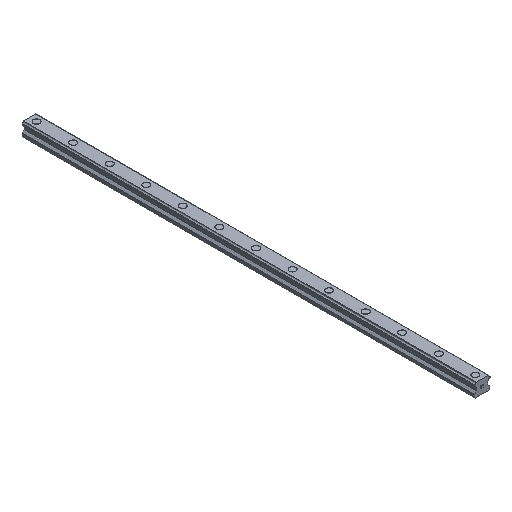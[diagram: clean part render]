
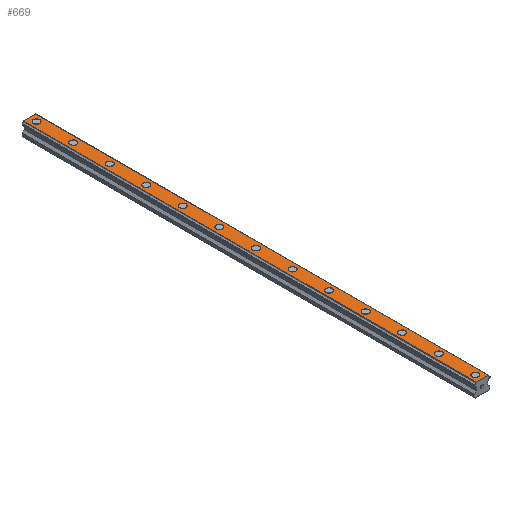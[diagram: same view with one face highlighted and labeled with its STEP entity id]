
A CAD part, isometric view. The second image highlights one B-rep face of the part: STEP entity #669.
In plain terms, the highlighted planar face has unit normal (0, 0, 1).
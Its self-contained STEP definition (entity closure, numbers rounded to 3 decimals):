
#669=ADVANCED_FACE('',(#1374,#1375,#1376,#1377,#1378,#1379,#1380,#1381,#1382,#1383,#1384,#1385,#1386,#1387),#1388,.T.);
#1374=FACE_BOUND('',#2121,.T.);
#1375=FACE_BOUND('',#2122,.T.);
#1376=FACE_BOUND('',#2123,.T.);
#1377=FACE_BOUND('',#2124,.T.);
#1378=FACE_BOUND('',#2125,.T.);
#1379=FACE_BOUND('',#2126,.T.);
#1380=FACE_BOUND('',#2127,.T.);
#1381=FACE_BOUND('',#2128,.T.);
#1382=FACE_BOUND('',#2129,.T.);
#1383=FACE_BOUND('',#2130,.T.);
#1384=FACE_BOUND('',#2131,.T.);
#1385=FACE_BOUND('',#2132,.T.);
#1386=FACE_BOUND('',#2133,.T.);
#1387=FACE_OUTER_BOUND('',#2134,.T.);
#1388=PLANE('',#2135);
#2121=EDGE_LOOP('',(#4017,#4018));
#2122=EDGE_LOOP('',(#4019,#4020));
#2123=EDGE_LOOP('',(#4021,#4022));
#2124=EDGE_LOOP('',(#4023,#4024));
#2125=EDGE_LOOP('',(#4025,#4026));
#2126=EDGE_LOOP('',(#4027,#4028));
#2127=EDGE_LOOP('',(#4029,#4030));
#2128=EDGE_LOOP('',(#4031,#4032));
#2129=EDGE_LOOP('',(#4033,#4034));
#2130=EDGE_LOOP('',(#4035,#4036));
#2131=EDGE_LOOP('',(#4037,#4038));
#2132=EDGE_LOOP('',(#4039,#4040));
#2133=EDGE_LOOP('',(#4041,#4042));
#2134=EDGE_LOOP('',(#4043,#4044,#4045,#4046));
#2135=AXIS2_PLACEMENT_3D('',#4047,#4048,#4049);
#4017=ORIENTED_EDGE('',*,*,#4404,.T.);
#4018=ORIENTED_EDGE('',*,*,#4893,.T.);
#4019=ORIENTED_EDGE('',*,*,#4394,.T.);
#4020=ORIENTED_EDGE('',*,*,#4899,.T.);
#4021=ORIENTED_EDGE('',*,*,#4384,.T.);
#4022=ORIENTED_EDGE('',*,*,#4905,.T.);
#4023=ORIENTED_EDGE('',*,*,#4374,.T.);
#4024=ORIENTED_EDGE('',*,*,#4911,.T.);
#4025=ORIENTED_EDGE('',*,*,#4364,.T.);
#4026=ORIENTED_EDGE('',*,*,#4917,.T.);
#4027=ORIENTED_EDGE('',*,*,#4354,.T.);
#4028=ORIENTED_EDGE('',*,*,#4923,.T.);
#4029=ORIENTED_EDGE('',*,*,#4344,.T.);
#4030=ORIENTED_EDGE('',*,*,#4929,.T.);
#4031=ORIENTED_EDGE('',*,*,#4334,.T.);
#4032=ORIENTED_EDGE('',*,*,#4935,.T.);
#4033=ORIENTED_EDGE('',*,*,#4324,.T.);
#4034=ORIENTED_EDGE('',*,*,#4941,.T.);
#4035=ORIENTED_EDGE('',*,*,#4314,.T.);
#4036=ORIENTED_EDGE('',*,*,#4947,.T.);
#4037=ORIENTED_EDGE('',*,*,#4304,.T.);
#4038=ORIENTED_EDGE('',*,*,#4953,.T.);
#4039=ORIENTED_EDGE('',*,*,#4294,.T.);
#4040=ORIENTED_EDGE('',*,*,#4959,.T.);
#4041=ORIENTED_EDGE('',*,*,#4284,.T.);
#4042=ORIENTED_EDGE('',*,*,#4965,.T.);
#4043=ORIENTED_EDGE('',*,*,#4868,.T.);
#4044=ORIENTED_EDGE('',*,*,#5020,.F.);
#4045=ORIENTED_EDGE('',*,*,#4730,.T.);
#4046=ORIENTED_EDGE('',*,*,#5018,.T.);
#4047=CARTESIAN_POINT('',(0.,990.0,29.));
#4048=DIRECTION('',(0.0,0.0,1.0));
#4049=DIRECTION('',(-1.0,0.0,0.0));
#4284=EDGE_CURVE('',#5084,#5081,#5085,.T.);
#4294=EDGE_CURVE('',#5102,#5099,#5103,.T.);
#4304=EDGE_CURVE('',#5120,#5117,#5121,.T.);
#4314=EDGE_CURVE('',#5138,#5135,#5139,.T.);
#4324=EDGE_CURVE('',#5156,#5153,#5157,.T.);
#4334=EDGE_CURVE('',#5174,#5171,#5175,.T.);
#4344=EDGE_CURVE('',#5192,#5189,#5193,.T.);
#4354=EDGE_CURVE('',#5210,#5207,#5211,.T.);
#4364=EDGE_CURVE('',#5228,#5225,#5229,.T.);
#4374=EDGE_CURVE('',#5246,#5243,#5247,.T.);
#4384=EDGE_CURVE('',#5264,#5261,#5265,.T.);
#4394=EDGE_CURVE('',#5282,#5279,#5283,.T.);
#4404=EDGE_CURVE('',#5300,#5297,#5301,.T.);
#4730=EDGE_CURVE('',#5782,#5780,#5783,.T.);
#4868=EDGE_CURVE('',#6013,#6011,#6014,.T.);
#4893=EDGE_CURVE('',#5297,#5300,#6061,.T.);
#4899=EDGE_CURVE('',#5279,#5282,#6067,.T.);
#4905=EDGE_CURVE('',#5261,#5264,#6073,.T.);
#4911=EDGE_CURVE('',#5243,#5246,#6079,.T.);
#4917=EDGE_CURVE('',#5225,#5228,#6085,.T.);
#4923=EDGE_CURVE('',#5207,#5210,#6091,.T.);
#4929=EDGE_CURVE('',#5189,#5192,#6097,.T.);
#4935=EDGE_CURVE('',#5171,#5174,#6103,.T.);
#4941=EDGE_CURVE('',#5153,#5156,#6109,.T.);
#4947=EDGE_CURVE('',#5135,#5138,#6115,.T.);
#4953=EDGE_CURVE('',#5117,#5120,#6121,.T.);
#4959=EDGE_CURVE('',#5099,#5102,#6127,.T.);
#4965=EDGE_CURVE('',#5081,#5084,#6133,.T.);
#5018=EDGE_CURVE('',#5780,#6013,#6186,.T.);
#5020=EDGE_CURVE('',#5782,#6011,#6188,.T.);
#5081=VERTEX_POINT('',#6251);
#5084=VERTEX_POINT('',#6255);
#5085=CIRCLE('',#6256,7.0);
#5099=VERTEX_POINT('',#6273);
#5102=VERTEX_POINT('',#6277);
#5103=CIRCLE('',#6278,7.0);
#5117=VERTEX_POINT('',#6295);
#5120=VERTEX_POINT('',#6299);
#5121=CIRCLE('',#6300,7.0);
#5135=VERTEX_POINT('',#6317);
#5138=VERTEX_POINT('',#6321);
#5139=CIRCLE('',#6322,7.0);
#5153=VERTEX_POINT('',#6339);
#5156=VERTEX_POINT('',#6343);
#5157=CIRCLE('',#6344,7.0);
#5171=VERTEX_POINT('',#6361);
#5174=VERTEX_POINT('',#6365);
#5175=CIRCLE('',#6366,7.0);
#5189=VERTEX_POINT('',#6383);
#5192=VERTEX_POINT('',#6387);
#5193=CIRCLE('',#6388,7.0);
#5207=VERTEX_POINT('',#6405);
#5210=VERTEX_POINT('',#6409);
#5211=CIRCLE('',#6410,7.0);
#5225=VERTEX_POINT('',#6427);
#5228=VERTEX_POINT('',#6431);
#5229=CIRCLE('',#6432,7.0);
#5243=VERTEX_POINT('',#6449);
#5246=VERTEX_POINT('',#6453);
#5247=CIRCLE('',#6454,7.0);
#5261=VERTEX_POINT('',#6471);
#5264=VERTEX_POINT('',#6475);
#5265=CIRCLE('',#6476,7.0);
#5279=VERTEX_POINT('',#6493);
#5282=VERTEX_POINT('',#6497);
#5283=CIRCLE('',#6498,7.0);
#5297=VERTEX_POINT('',#6515);
#5300=VERTEX_POINT('',#6519);
#5301=CIRCLE('',#6520,7.0);
#5780=VERTEX_POINT('',#7153);
#5782=VERTEX_POINT('',#7156);
#5783=LINE('',#7157,#7158);
#6011=VERTEX_POINT('',#7476);
#6013=VERTEX_POINT('',#7479);
#6014=LINE('',#7480,#7481);
#6061=CIRCLE('',#7540,7.0);
#6067=CIRCLE('',#7546,7.0);
#6073=CIRCLE('',#7552,7.0);
#6079=CIRCLE('',#7558,7.0);
#6085=CIRCLE('',#7564,7.0);
#6091=CIRCLE('',#7570,7.0);
#6097=CIRCLE('',#7576,7.0);
#6103=CIRCLE('',#7582,7.0);
#6109=CIRCLE('',#7588,7.0);
#6115=CIRCLE('',#7594,7.0);
#6121=CIRCLE('',#7600,7.0);
#6127=CIRCLE('',#7606,7.0);
#6133=CIRCLE('',#7612,7.0);
#6186=LINE('',#7689,#7690);
#6188=LINE('',#7692,#7693);
#6251=CARTESIAN_POINT('',(7.0,15.0,29.));
#6255=CARTESIAN_POINT('',(-7.0,15.0,29.));
#6256=AXIS2_PLACEMENT_3D('',#7777,#7778,#7779);
#6273=CARTESIAN_POINT('',(7.0,95.0,29.));
#6277=CARTESIAN_POINT('',(-7.0,95.0,29.));
#6278=AXIS2_PLACEMENT_3D('',#7793,#7794,#7795);
#6295=CARTESIAN_POINT('',(7.0,175.0,29.));
#6299=CARTESIAN_POINT('',(-7.0,175.0,29.));
#6300=AXIS2_PLACEMENT_3D('',#7809,#7810,#7811);
#6317=CARTESIAN_POINT('',(7.0,255.0,29.));
#6321=CARTESIAN_POINT('',(-7.0,255.0,29.));
#6322=AXIS2_PLACEMENT_3D('',#7825,#7826,#7827);
#6339=CARTESIAN_POINT('',(7.0,335.0,29.));
#6343=CARTESIAN_POINT('',(-7.0,335.0,29.));
#6344=AXIS2_PLACEMENT_3D('',#7841,#7842,#7843);
#6361=CARTESIAN_POINT('',(7.0,415.0,29.));
#6365=CARTESIAN_POINT('',(-7.0,415.0,29.));
#6366=AXIS2_PLACEMENT_3D('',#7857,#7858,#7859);
#6383=CARTESIAN_POINT('',(7.0,495.0,29.));
#6387=CARTESIAN_POINT('',(-7.0,495.0,29.));
#6388=AXIS2_PLACEMENT_3D('',#7873,#7874,#7875);
#6405=CARTESIAN_POINT('',(7.0,575.0,29.));
#6409=CARTESIAN_POINT('',(-7.0,575.0,29.));
#6410=AXIS2_PLACEMENT_3D('',#7889,#7890,#7891);
#6427=CARTESIAN_POINT('',(7.0,655.0,29.));
#6431=CARTESIAN_POINT('',(-7.0,655.0,29.));
#6432=AXIS2_PLACEMENT_3D('',#7905,#7906,#7907);
#6449=CARTESIAN_POINT('',(7.0,735.0,29.));
#6453=CARTESIAN_POINT('',(-7.0,735.0,29.));
#6454=AXIS2_PLACEMENT_3D('',#7921,#7922,#7923);
#6471=CARTESIAN_POINT('',(7.0,815.0,29.));
#6475=CARTESIAN_POINT('',(-7.0,815.0,29.));
#6476=AXIS2_PLACEMENT_3D('',#7937,#7938,#7939);
#6493=CARTESIAN_POINT('',(7.0,895.0,29.));
#6497=CARTESIAN_POINT('',(-7.0,895.0,29.));
#6498=AXIS2_PLACEMENT_3D('',#7953,#7954,#7955);
#6515=CARTESIAN_POINT('',(7.0,975.0,29.));
#6519=CARTESIAN_POINT('',(-7.0,975.0,29.));
#6520=AXIS2_PLACEMENT_3D('',#7969,#7970,#7971);
#7153=CARTESIAN_POINT('',(-13.251,990.0,29.));
#7156=CARTESIAN_POINT('',(13.251,990.0,29.));
#7157=CARTESIAN_POINT('',(13.251,990.0,29.));
#7158=VECTOR('',#8358,1.0);
#7476=CARTESIAN_POINT('',(13.251,0.0,29.));
#7479=CARTESIAN_POINT('',(-13.251,0.0,29.));
#7480=CARTESIAN_POINT('',(13.251,0.0,29.));
#7481=VECTOR('',#8516,1.0);
#7540=AXIS2_PLACEMENT_3D('',#8562,#8563,#8564);
#7546=AXIS2_PLACEMENT_3D('',#8571,#8572,#8573);
#7552=AXIS2_PLACEMENT_3D('',#8580,#8581,#8582);
#7558=AXIS2_PLACEMENT_3D('',#8589,#8590,#8591);
#7564=AXIS2_PLACEMENT_3D('',#8598,#8599,#8600);
#7570=AXIS2_PLACEMENT_3D('',#8607,#8608,#8609);
#7576=AXIS2_PLACEMENT_3D('',#8616,#8617,#8618);
#7582=AXIS2_PLACEMENT_3D('',#8625,#8626,#8627);
#7588=AXIS2_PLACEMENT_3D('',#8634,#8635,#8636);
#7594=AXIS2_PLACEMENT_3D('',#8643,#8644,#8645);
#7600=AXIS2_PLACEMENT_3D('',#8652,#8653,#8654);
#7606=AXIS2_PLACEMENT_3D('',#8661,#8662,#8663);
#7612=AXIS2_PLACEMENT_3D('',#8670,#8671,#8672);
#7689=CARTESIAN_POINT('',(-13.251,990.0,29.));
#7690=VECTOR('',#8703,1.0);
#7692=CARTESIAN_POINT('',(13.251,990.0,29.));
#7693=VECTOR('',#8704,1.0);
#7777=CARTESIAN_POINT('',(0.0,15.0,29.));
#7778=DIRECTION('',(0.0,0.0,-1.0));
#7779=DIRECTION('',(1.0,0.0,0.0));
#7793=CARTESIAN_POINT('',(0.0,95.0,29.));
#7794=DIRECTION('',(0.0,0.0,-1.0));
#7795=DIRECTION('',(1.0,0.0,0.0));
#7809=CARTESIAN_POINT('',(0.0,175.0,29.));
#7810=DIRECTION('',(0.0,0.0,-1.0));
#7811=DIRECTION('',(1.0,0.0,0.0));
#7825=CARTESIAN_POINT('',(0.0,255.0,29.));
#7826=DIRECTION('',(0.0,0.0,-1.0));
#7827=DIRECTION('',(1.0,0.0,0.0));
#7841=CARTESIAN_POINT('',(0.0,335.0,29.));
#7842=DIRECTION('',(0.0,0.0,-1.0));
#7843=DIRECTION('',(1.0,0.0,0.0));
#7857=CARTESIAN_POINT('',(0.0,415.0,29.));
#7858=DIRECTION('',(0.0,0.0,-1.0));
#7859=DIRECTION('',(1.0,0.0,0.0));
#7873=CARTESIAN_POINT('',(0.0,495.0,29.));
#7874=DIRECTION('',(0.0,0.0,-1.0));
#7875=DIRECTION('',(1.0,0.0,0.0));
#7889=CARTESIAN_POINT('',(0.0,575.0,29.));
#7890=DIRECTION('',(0.0,0.0,-1.0));
#7891=DIRECTION('',(1.0,0.0,0.0));
#7905=CARTESIAN_POINT('',(0.0,655.0,29.));
#7906=DIRECTION('',(0.0,0.0,-1.0));
#7907=DIRECTION('',(1.0,0.0,0.0));
#7921=CARTESIAN_POINT('',(0.0,735.0,29.));
#7922=DIRECTION('',(0.0,0.0,-1.0));
#7923=DIRECTION('',(1.0,0.0,0.0));
#7937=CARTESIAN_POINT('',(0.0,815.0,29.));
#7938=DIRECTION('',(0.0,0.0,-1.0));
#7939=DIRECTION('',(1.0,0.0,0.0));
#7953=CARTESIAN_POINT('',(0.0,895.0,29.));
#7954=DIRECTION('',(0.0,0.0,-1.0));
#7955=DIRECTION('',(1.0,0.0,0.0));
#7969=CARTESIAN_POINT('',(0.0,975.0,29.));
#7970=DIRECTION('',(0.0,0.0,-1.0));
#7971=DIRECTION('',(1.0,0.0,0.0));
#8358=DIRECTION('',(-1.0,0.0,0.0));
#8516=DIRECTION('',(1.0,0.0,0.0));
#8562=CARTESIAN_POINT('',(0.0,975.0,29.));
#8563=DIRECTION('',(0.0,0.0,-1.0));
#8564=DIRECTION('',(1.0,0.0,0.0));
#8571=CARTESIAN_POINT('',(0.0,895.0,29.));
#8572=DIRECTION('',(0.0,0.0,-1.0));
#8573=DIRECTION('',(1.0,0.0,0.0));
#8580=CARTESIAN_POINT('',(0.0,815.0,29.));
#8581=DIRECTION('',(0.0,0.0,-1.0));
#8582=DIRECTION('',(1.0,0.0,0.0));
#8589=CARTESIAN_POINT('',(0.0,735.0,29.));
#8590=DIRECTION('',(0.0,0.0,-1.0));
#8591=DIRECTION('',(1.0,0.0,0.0));
#8598=CARTESIAN_POINT('',(0.0,655.0,29.));
#8599=DIRECTION('',(0.0,0.0,-1.0));
#8600=DIRECTION('',(1.0,0.0,0.0));
#8607=CARTESIAN_POINT('',(0.0,575.0,29.));
#8608=DIRECTION('',(0.0,0.0,-1.0));
#8609=DIRECTION('',(1.0,0.0,0.0));
#8616=CARTESIAN_POINT('',(0.0,495.0,29.));
#8617=DIRECTION('',(0.0,0.0,-1.0));
#8618=DIRECTION('',(1.0,0.0,0.0));
#8625=CARTESIAN_POINT('',(0.0,415.0,29.));
#8626=DIRECTION('',(0.0,0.0,-1.0));
#8627=DIRECTION('',(1.0,0.0,0.0));
#8634=CARTESIAN_POINT('',(0.0,335.0,29.));
#8635=DIRECTION('',(0.0,0.0,-1.0));
#8636=DIRECTION('',(1.0,0.0,0.0));
#8643=CARTESIAN_POINT('',(0.0,255.0,29.));
#8644=DIRECTION('',(0.0,0.0,-1.0));
#8645=DIRECTION('',(1.0,0.0,0.0));
#8652=CARTESIAN_POINT('',(0.0,175.0,29.));
#8653=DIRECTION('',(0.0,0.0,-1.0));
#8654=DIRECTION('',(1.0,0.0,0.0));
#8661=CARTESIAN_POINT('',(0.0,95.0,29.));
#8662=DIRECTION('',(0.0,0.0,-1.0));
#8663=DIRECTION('',(1.0,0.0,0.0));
#8670=CARTESIAN_POINT('',(0.0,15.0,29.));
#8671=DIRECTION('',(0.0,0.0,-1.0));
#8672=DIRECTION('',(1.0,0.0,0.0));
#8703=DIRECTION('',(0.0,-1.0,0.0));
#8704=DIRECTION('',(0.0,-1.0,0.0));
